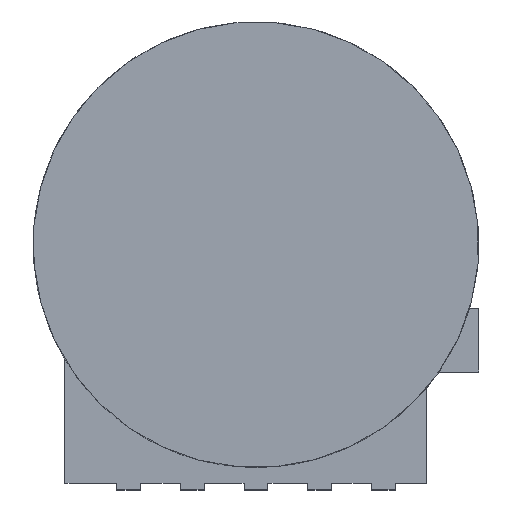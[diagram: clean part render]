
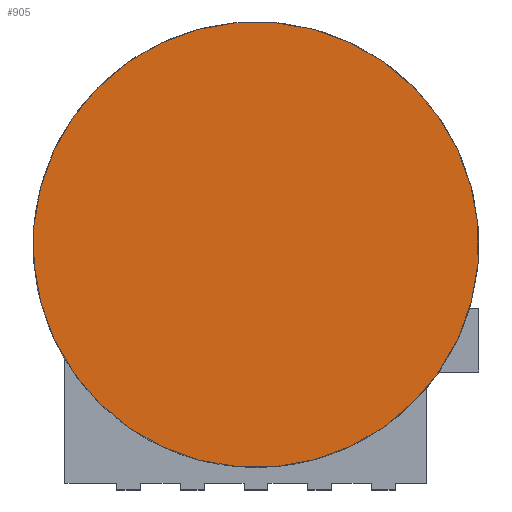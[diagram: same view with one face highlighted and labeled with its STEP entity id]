
A CAD part, top view. The second image highlights one B-rep face of the part: STEP entity #905.
In plain terms, the highlighted planar face has unit normal (0, 0, 1).
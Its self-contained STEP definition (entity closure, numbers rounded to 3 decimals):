
#876 = EDGE_CURVE('',#877,#877,#879,.T.);
#877 = VERTEX_POINT('',#878);
#878 = CARTESIAN_POINT('',(5.744,-4.,1.8
    ));
#879 = CIRCLE('',#880,7.);
#880 = AXIS2_PLACEMENT_3D('',#881,#882,#883);
#881 = CARTESIAN_POINT('',(-0.001,0.,
    1.8));
#882 = DIRECTION('',(0.,0.,1.));
#883 = DIRECTION('',(0.,-1.,0.));
#905 = ADVANCED_FACE('',(#906),#909,.F.);
#906 = FACE_BOUND('',#907,.T.);
#907 = EDGE_LOOP('',(#908));
#908 = ORIENTED_EDGE('',*,*,#876,.T.);
#909 = PLANE('',#910);
#910 = AXIS2_PLACEMENT_3D('',#911,#912,#913);
#911 = CARTESIAN_POINT('',(-0.001,-0.35,
    1.8));
#912 = DIRECTION('',(0.,0.,-1.));
#913 = DIRECTION('',(0.,-1.,0.));
